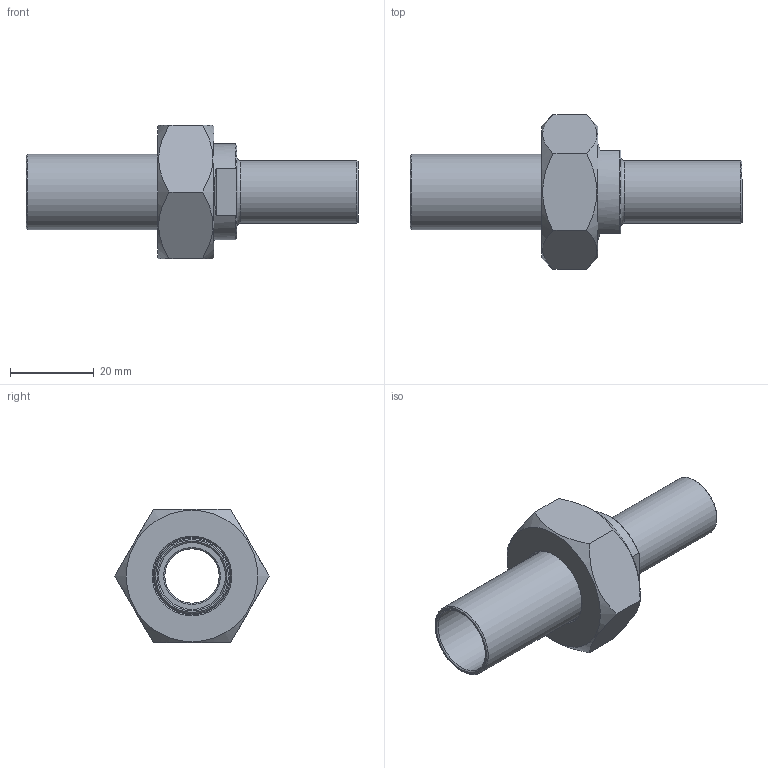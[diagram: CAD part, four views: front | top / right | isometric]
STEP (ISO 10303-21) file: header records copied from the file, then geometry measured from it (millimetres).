
FILE_DESCRIPTION(/* description */ (''),/* implementation_level */ '2;1');
FILE_NAME(/* name */ '3D_R666-PE-PG-18-DN20-15_1711304718.stp',/* time_stamp */ '2021-07-15T13:46:30+02:00',/* author */ ('cad'),/* organization */ (''),/* preprocessor_version */ 'ST-DEVELOPER v18.1',/* originating_system */ 'Autodesk Inventor 2022',/* authorisation */ '');
FILE_SCHEMA (('AUTOMOTIVE_DESIGN { 1 0 10303 214 3 1 1 }'));
Length unit declared in the file: millimetre
Products named in the file (4): 3D_R666-PE-PG-18-DN20-15_1711304718; 3D_R666-M-DN20_17113920; 3D_R666-PG-15-DN20_17113672; 3D_R666-PE-18-DN20_17113463
Assembly tree (3 placements, depth 2):
  3D_R666-PE-PG-18-DN20-15_1711304718
    3D_R666-M-DN20_17113920
    3D_R666-PG-15-DN20_17113672
    3D_R666-PE-18-DN20_17113463
Bounding box: 79.5 x 36.95 x 32 mm (x, y, z)
Volume: 13697.1 mm3; surface area: 12482.9 mm2
Topology: 3 solids, 3 shells, 49 faces, 115 edges, 75 vertices
Faces by surface type: plane 19, cone 17, cylinder 9, torus 4
Full cylindrical faces by diameter (mm): 13 x1, 15 x1, 16 x1, 18 x1, 18.5 x1, 23 x1, 23.5 x1, 24.117 x1, 26.4 x1
Entity records: 1569 total; most frequent: CARTESIAN_POINT 278, DIRECTION 272, ORIENTED_EDGE 230, AXIS2_PLACEMENT_3D 117, EDGE_CURVE 115, VERTEX_POINT 75, CIRCLE 59, EDGE_LOOP 58
